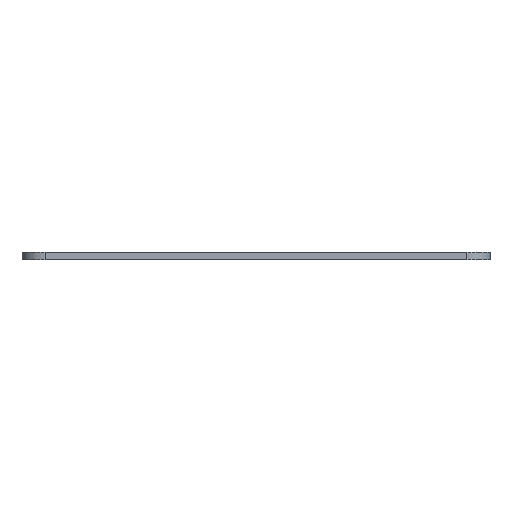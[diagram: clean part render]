
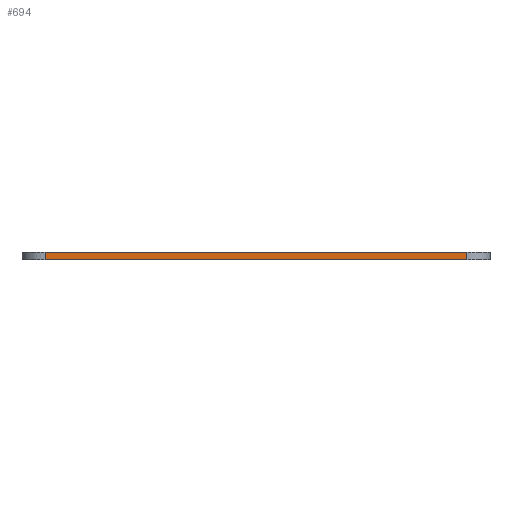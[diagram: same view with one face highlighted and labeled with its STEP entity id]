
A CAD part, left-side view. The second image highlights one B-rep face of the part: STEP entity #694.
In plain terms, the highlighted planar face has unit normal (-1, 0, 0).
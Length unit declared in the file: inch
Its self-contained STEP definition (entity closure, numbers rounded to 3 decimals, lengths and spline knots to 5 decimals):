
#2 = CARTESIAN_POINT ( 'NONE',  ( -6.8125, 3.4375, 0.125 ) ) ;
#6 = LINE ( 'NONE', #9, #10 ) ;
#9 = CARTESIAN_POINT ( 'NONE',  ( -6.8125, 3.4375, 0.125 ) ) ;
#10 = VECTOR ( 'NONE', #675, 39.37008 ) ;
#24 = EDGE_LOOP ( 'NONE', ( #720, #642, #711, #152 ) ) ;
#33 = CARTESIAN_POINT ( 'NONE',  ( -6.8125, -3.4375, 0. ) ) ;
#66 = EDGE_CURVE ( 'NONE', #855, #489, #682, .T. ) ;
#97 = CARTESIAN_POINT ( 'NONE',  ( -6.8125, -3.4375, 0.125 ) ) ;
#99 = VERTEX_POINT ( 'NONE', #739 ) ;
#137 = VERTEX_POINT ( 'NONE', #33 ) ;
#152 = ORIENTED_EDGE ( 'NONE', *, *, #490, .F. ) ;
#168 = DIRECTION ( 'NONE',  ( 0., 0., -1. ) ) ;
#180 = CARTESIAN_POINT ( 'NONE',  ( -6.8125, 3.8125, 0.125 ) ) ;
#230 = CARTESIAN_POINT ( 'NONE',  ( -6.8125, 3.8125, 0. ) ) ;
#385 = DIRECTION ( 'NONE',  ( 0., 1., 0. ) ) ;
#418 = VECTOR ( 'NONE', #168, 39.37008 ) ;
#448 = LINE ( 'NONE', #230, #678 ) ;
#467 = VECTOR ( 'NONE', #606, 39.37008 ) ;
#479 = PLANE ( 'NONE',  #615 ) ;
#489 = VERTEX_POINT ( 'NONE', #530 ) ;
#490 = EDGE_CURVE ( 'NONE', #137, #99, #448, .T. ) ;
#517 = CARTESIAN_POINT ( 'NONE',  ( -6.8125, -3.8125, 0.125 ) ) ;
#530 = CARTESIAN_POINT ( 'NONE',  ( -6.8125, -3.4375, 0.125 ) ) ;
#544 = DIRECTION ( 'NONE',  ( 0., 0., -1. ) ) ;
#606 = DIRECTION ( 'NONE',  ( 0., -1., 0. ) ) ;
#615 = AXIS2_PLACEMENT_3D ( 'NONE', #180, #632, #544 ) ;
#623 = FACE_OUTER_BOUND ( 'NONE', #24, .T. ) ;
#632 = DIRECTION ( 'NONE',  ( 1., 0., 0. ) ) ;
#642 = ORIENTED_EDGE ( 'NONE', *, *, #66, .F. ) ;
#675 = DIRECTION ( 'NONE',  ( 0., 0., 1. ) ) ;
#678 = VECTOR ( 'NONE', #385, 39.37008 ) ;
#682 = LINE ( 'NONE', #517, #467 ) ;
#683 = EDGE_CURVE ( 'NONE', #489, #137, #779, .T. ) ;
#694 = ADVANCED_FACE ( 'NONE', ( #623 ), #479, .F. ) ;
#711 = ORIENTED_EDGE ( 'NONE', *, *, #872, .F. ) ;
#720 = ORIENTED_EDGE ( 'NONE', *, *, #683, .F. ) ;
#739 = CARTESIAN_POINT ( 'NONE',  ( -6.8125, 3.4375, 0. ) ) ;
#779 = LINE ( 'NONE', #97, #418 ) ;
#855 = VERTEX_POINT ( 'NONE', #2 ) ;
#872 = EDGE_CURVE ( 'NONE', #99, #855, #6, .T. ) ;
